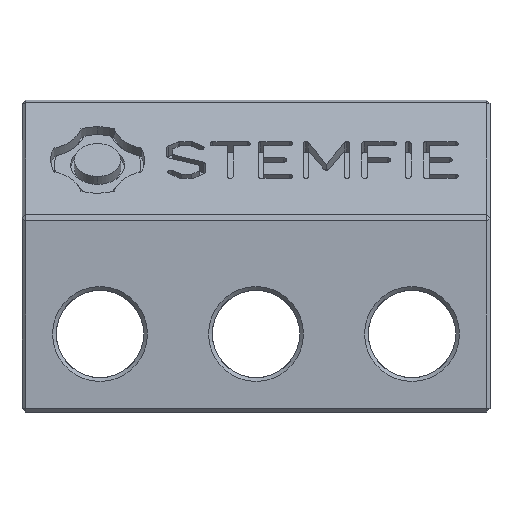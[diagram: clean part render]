
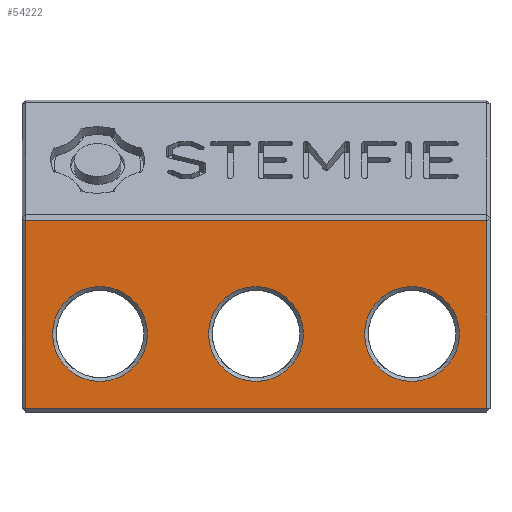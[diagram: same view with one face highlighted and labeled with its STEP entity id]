
A CAD part, front view. The second image highlights one B-rep face of the part: STEP entity #54222.
In plain terms, the highlighted planar face has unit normal (0, -1, 0).
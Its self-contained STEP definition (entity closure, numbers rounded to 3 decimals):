
#18941 = PLANE('',#18942);
#18942 = AXIS2_PLACEMENT_3D('',#18943,#18944,#18945);
#18943 = CARTESIAN_POINT('',(0.,0.106,15.581)
  );
#18944 = DIRECTION('',(0.,-0.924,0.383));
#18945 = DIRECTION('',(0.,0.383,0.924));
#22362 = PLANE('',#22363);
#22363 = AXIS2_PLACEMENT_3D('',#22364,#22365,#22366);
#22364 = CARTESIAN_POINT('',(18.6,0.15,12.5));
#22365 = DIRECTION('',(0.707,-0.707,0.));
#22366 = DIRECTION('',(0.,0.,1.));
#27942 = PLANE('',#27943);
#27943 = AXIS2_PLACEMENT_3D('',#27944,#27945,#27946);
#27944 = CARTESIAN_POINT('',(-18.6,0.15,12.5));
#27945 = DIRECTION('',(-0.707,-0.707,0.));
#27946 = DIRECTION('',(0.,0.,-1.));
#31010 = VERTEX_POINT('',#31011);
#31011 = CARTESIAN_POINT('',(18.45,0.,15.325));
#31034 = VERTEX_POINT('',#31035);
#31035 = CARTESIAN_POINT('',(-18.45,0.,15.325));
#31056 = EDGE_CURVE('',#31034,#31010,#31057,.T.);
#31057 = SURFACE_CURVE('',#31058,(#31062,#31069),.PCURVE_S1.);
#31058 = LINE('',#31059,#31060);
#31059 = CARTESIAN_POINT('',(0.,0.,15.325));
#31060 = VECTOR('',#31061,1.);
#31061 = DIRECTION('',(1.,0.,0.));
#31062 = PCURVE('',#18941,#31063);
#31063 = DEFINITIONAL_REPRESENTATION('',(#31064),#31068);
#31064 = LINE('',#31065,#31066);
#31065 = CARTESIAN_POINT('',(-0.277,0.));
#31066 = VECTOR('',#31067,1.);
#31067 = DIRECTION('',(0.,-1.));
#31068 = ( GEOMETRIC_REPRESENTATION_CONTEXT(2) 
PARAMETRIC_REPRESENTATION_CONTEXT() REPRESENTATION_CONTEXT('2D SPACE',''
  ) );
#31069 = PCURVE('',#31070,#31075);
#31070 = PLANE('',#31071);
#31071 = AXIS2_PLACEMENT_3D('',#31072,#31073,#31074);
#31072 = CARTESIAN_POINT('',(0.,0.,12.5));
#31073 = DIRECTION('',(0.,-1.,0.));
#31074 = DIRECTION('',(0.,0.,1.));
#31075 = DEFINITIONAL_REPRESENTATION('',(#31076),#31080);
#31076 = LINE('',#31077,#31078);
#31077 = CARTESIAN_POINT('',(2.825,0.));
#31078 = VECTOR('',#31079,1.);
#31079 = DIRECTION('',(0.,-1.));
#31080 = ( GEOMETRIC_REPRESENTATION_CONTEXT(2) 
PARAMETRIC_REPRESENTATION_CONTEXT() REPRESENTATION_CONTEXT('2D SPACE',''
  ) );
#36560 = VERTEX_POINT('',#36561);
#36561 = CARTESIAN_POINT('',(18.45,0.,0.3));
#36609 = EDGE_CURVE('',#31010,#36560,#36610,.T.);
#36610 = SURFACE_CURVE('',#36611,(#36615,#36622),.PCURVE_S1.);
#36611 = LINE('',#36612,#36613);
#36612 = CARTESIAN_POINT('',(18.45,0.,12.5));
#36613 = VECTOR('',#36614,1.);
#36614 = DIRECTION('',(0.,0.,-1.));
#36615 = PCURVE('',#22362,#36616);
#36616 = DEFINITIONAL_REPRESENTATION('',(#36617),#36621);
#36617 = LINE('',#36618,#36619);
#36618 = CARTESIAN_POINT('',(0.,0.212));
#36619 = VECTOR('',#36620,1.);
#36620 = DIRECTION('',(-1.,0.));
#36621 = ( GEOMETRIC_REPRESENTATION_CONTEXT(2) 
PARAMETRIC_REPRESENTATION_CONTEXT() REPRESENTATION_CONTEXT('2D SPACE',''
  ) );
#36622 = PCURVE('',#31070,#36623);
#36623 = DEFINITIONAL_REPRESENTATION('',(#36624),#36628);
#36624 = LINE('',#36625,#36626);
#36625 = CARTESIAN_POINT('',(0.,-18.45));
#36626 = VECTOR('',#36627,1.);
#36627 = DIRECTION('',(-1.,0.));
#36628 = ( GEOMETRIC_REPRESENTATION_CONTEXT(2) 
PARAMETRIC_REPRESENTATION_CONTEXT() REPRESENTATION_CONTEXT('2D SPACE',''
  ) );
#50289 = VERTEX_POINT('',#50290);
#50290 = CARTESIAN_POINT('',(-18.45,0.,0.3));
#50311 = EDGE_CURVE('',#50289,#31034,#50312,.T.);
#50312 = SURFACE_CURVE('',#50313,(#50317,#50324),.PCURVE_S1.);
#50313 = LINE('',#50314,#50315);
#50314 = CARTESIAN_POINT('',(-18.45,0.,12.5));
#50315 = VECTOR('',#50316,1.);
#50316 = DIRECTION('',(0.,0.,1.));
#50317 = PCURVE('',#27942,#50318);
#50318 = DEFINITIONAL_REPRESENTATION('',(#50319),#50323);
#50319 = LINE('',#50320,#50321);
#50320 = CARTESIAN_POINT('',(0.,0.212));
#50321 = VECTOR('',#50322,1.);
#50322 = DIRECTION('',(-1.,0.));
#50323 = ( GEOMETRIC_REPRESENTATION_CONTEXT(2) 
PARAMETRIC_REPRESENTATION_CONTEXT() REPRESENTATION_CONTEXT('2D SPACE',''
  ) );
#50324 = PCURVE('',#31070,#50325);
#50325 = DEFINITIONAL_REPRESENTATION('',(#50326),#50330);
#50326 = LINE('',#50327,#50328);
#50327 = CARTESIAN_POINT('',(0.,18.45));
#50328 = VECTOR('',#50329,1.);
#50329 = DIRECTION('',(1.,0.));
#50330 = ( GEOMETRIC_REPRESENTATION_CONTEXT(2) 
PARAMETRIC_REPRESENTATION_CONTEXT() REPRESENTATION_CONTEXT('2D SPACE',''
  ) );
#54222 = ADVANCED_FACE('',(#54223,#54254,#54285,#54316),#31070,.T.);
#54223 = FACE_BOUND('',#54224,.T.);
#54224 = EDGE_LOOP('',(#54225,#54226,#54227,#54228));
#54225 = ORIENTED_EDGE('',*,*,#36609,.F.);
#54226 = ORIENTED_EDGE('',*,*,#31056,.F.);
#54227 = ORIENTED_EDGE('',*,*,#50311,.F.);
#54228 = ORIENTED_EDGE('',*,*,#54229,.F.);
#54229 = EDGE_CURVE('',#36560,#50289,#54230,.T.);
#54230 = SURFACE_CURVE('',#54231,(#54235,#54242),.PCURVE_S1.);
#54231 = LINE('',#54232,#54233);
#54232 = CARTESIAN_POINT('',(0.,0.,0.3));
#54233 = VECTOR('',#54234,1.);
#54234 = DIRECTION('',(-1.,0.,0.));
#54235 = PCURVE('',#31070,#54236);
#54236 = DEFINITIONAL_REPRESENTATION('',(#54237),#54241);
#54237 = LINE('',#54238,#54239);
#54238 = CARTESIAN_POINT('',(-12.2,0.));
#54239 = VECTOR('',#54240,1.);
#54240 = DIRECTION('',(0.,1.));
#54241 = ( GEOMETRIC_REPRESENTATION_CONTEXT(2) 
PARAMETRIC_REPRESENTATION_CONTEXT() REPRESENTATION_CONTEXT('2D SPACE',''
  ) );
#54242 = PCURVE('',#54243,#54248);
#54243 = PLANE('',#54244);
#54244 = AXIS2_PLACEMENT_3D('',#54245,#54246,#54247);
#54245 = CARTESIAN_POINT('',(0.,0.15,0.15));
#54246 = DIRECTION('',(0.,-0.707,-0.707));
#54247 = DIRECTION('',(1.,0.,0.));
#54248 = DEFINITIONAL_REPRESENTATION('',(#54249),#54253);
#54249 = LINE('',#54250,#54251);
#54250 = CARTESIAN_POINT('',(0.,0.212));
#54251 = VECTOR('',#54252,1.);
#54252 = DIRECTION('',(-1.,0.));
#54253 = ( GEOMETRIC_REPRESENTATION_CONTEXT(2) 
PARAMETRIC_REPRESENTATION_CONTEXT() REPRESENTATION_CONTEXT('2D SPACE',''
  ) );
#54254 = FACE_BOUND('',#54255,.T.);
#54255 = EDGE_LOOP('',(#54256));
#54256 = ORIENTED_EDGE('',*,*,#54257,.F.);
#54257 = EDGE_CURVE('',#54258,#54258,#54260,.T.);
#54258 = VERTEX_POINT('',#54259);
#54259 = CARTESIAN_POINT('',(3.8,0.,6.25));
#54260 = SURFACE_CURVE('',#54261,(#54266,#54273),.PCURVE_S1.);
#54261 = CIRCLE('',#54262,3.8);
#54262 = AXIS2_PLACEMENT_3D('',#54263,#54264,#54265);
#54263 = CARTESIAN_POINT('',(0.,0.,6.25));
#54264 = DIRECTION('',(-0.,-1.,-0.));
#54265 = DIRECTION('',(-1.,0.,0.));
#54266 = PCURVE('',#31070,#54267);
#54267 = DEFINITIONAL_REPRESENTATION('',(#54268),#54272);
#54268 = CIRCLE('',#54269,3.8);
#54269 = AXIS2_PLACEMENT_2D('',#54270,#54271);
#54270 = CARTESIAN_POINT('',(-6.25,0.));
#54271 = DIRECTION('',(0.,1.));
#54272 = ( GEOMETRIC_REPRESENTATION_CONTEXT(2) 
PARAMETRIC_REPRESENTATION_CONTEXT() REPRESENTATION_CONTEXT('2D SPACE',''
  ) );
#54273 = PCURVE('',#54274,#54279);
#54274 = CONICAL_SURFACE('',#54275,3.65,0.785);
#54275 = AXIS2_PLACEMENT_3D('',#54276,#54277,#54278);
#54276 = CARTESIAN_POINT('',(0.,0.15,6.25));
#54277 = DIRECTION('',(0.,-1.,0.));
#54278 = DIRECTION('',(-1.,0.,0.));
#54279 = DEFINITIONAL_REPRESENTATION('',(#54280),#54284);
#54280 = LINE('',#54281,#54282);
#54281 = CARTESIAN_POINT('',(-6.283,0.15));
#54282 = VECTOR('',#54283,1.);
#54283 = DIRECTION('',(1.,0.));
#54284 = ( GEOMETRIC_REPRESENTATION_CONTEXT(2) 
PARAMETRIC_REPRESENTATION_CONTEXT() REPRESENTATION_CONTEXT('2D SPACE',''
  ) );
#54285 = FACE_BOUND('',#54286,.T.);
#54286 = EDGE_LOOP('',(#54287));
#54287 = ORIENTED_EDGE('',*,*,#54288,.F.);
#54288 = EDGE_CURVE('',#54289,#54289,#54291,.T.);
#54289 = VERTEX_POINT('',#54290);
#54290 = CARTESIAN_POINT('',(-8.7,0.,6.25));
#54291 = SURFACE_CURVE('',#54292,(#54297,#54304),.PCURVE_S1.);
#54292 = CIRCLE('',#54293,3.8);
#54293 = AXIS2_PLACEMENT_3D('',#54294,#54295,#54296);
#54294 = CARTESIAN_POINT('',(-12.5,0.,6.25));
#54295 = DIRECTION('',(-0.,-1.,-0.));
#54296 = DIRECTION('',(-1.,0.,0.));
#54297 = PCURVE('',#31070,#54298);
#54298 = DEFINITIONAL_REPRESENTATION('',(#54299),#54303);
#54299 = CIRCLE('',#54300,3.8);
#54300 = AXIS2_PLACEMENT_2D('',#54301,#54302);
#54301 = CARTESIAN_POINT('',(-6.25,12.5));
#54302 = DIRECTION('',(0.,1.));
#54303 = ( GEOMETRIC_REPRESENTATION_CONTEXT(2) 
PARAMETRIC_REPRESENTATION_CONTEXT() REPRESENTATION_CONTEXT('2D SPACE',''
  ) );
#54304 = PCURVE('',#54305,#54310);
#54305 = CONICAL_SURFACE('',#54306,3.65,0.785);
#54306 = AXIS2_PLACEMENT_3D('',#54307,#54308,#54309);
#54307 = CARTESIAN_POINT('',(-12.5,0.15,6.25));
#54308 = DIRECTION('',(0.,-1.,0.));
#54309 = DIRECTION('',(-1.,0.,0.));
#54310 = DEFINITIONAL_REPRESENTATION('',(#54311),#54315);
#54311 = LINE('',#54312,#54313);
#54312 = CARTESIAN_POINT('',(-6.283,0.15));
#54313 = VECTOR('',#54314,1.);
#54314 = DIRECTION('',(1.,0.));
#54315 = ( GEOMETRIC_REPRESENTATION_CONTEXT(2) 
PARAMETRIC_REPRESENTATION_CONTEXT() REPRESENTATION_CONTEXT('2D SPACE',''
  ) );
#54316 = FACE_BOUND('',#54317,.T.);
#54317 = EDGE_LOOP('',(#54318));
#54318 = ORIENTED_EDGE('',*,*,#54319,.F.);
#54319 = EDGE_CURVE('',#54320,#54320,#54322,.T.);
#54320 = VERTEX_POINT('',#54321);
#54321 = CARTESIAN_POINT('',(16.3,0.,6.25));
#54322 = SURFACE_CURVE('',#54323,(#54328,#54335),.PCURVE_S1.);
#54323 = CIRCLE('',#54324,3.8);
#54324 = AXIS2_PLACEMENT_3D('',#54325,#54326,#54327);
#54325 = CARTESIAN_POINT('',(12.5,0.,6.25));
#54326 = DIRECTION('',(-0.,-1.,-0.));
#54327 = DIRECTION('',(-1.,0.,0.));
#54328 = PCURVE('',#31070,#54329);
#54329 = DEFINITIONAL_REPRESENTATION('',(#54330),#54334);
#54330 = CIRCLE('',#54331,3.8);
#54331 = AXIS2_PLACEMENT_2D('',#54332,#54333);
#54332 = CARTESIAN_POINT('',(-6.25,-12.5));
#54333 = DIRECTION('',(0.,1.));
#54334 = ( GEOMETRIC_REPRESENTATION_CONTEXT(2) 
PARAMETRIC_REPRESENTATION_CONTEXT() REPRESENTATION_CONTEXT('2D SPACE',''
  ) );
#54335 = PCURVE('',#54336,#54341);
#54336 = CONICAL_SURFACE('',#54337,3.65,0.785);
#54337 = AXIS2_PLACEMENT_3D('',#54338,#54339,#54340);
#54338 = CARTESIAN_POINT('',(12.5,0.15,6.25));
#54339 = DIRECTION('',(0.,-1.,0.));
#54340 = DIRECTION('',(-1.,0.,0.));
#54341 = DEFINITIONAL_REPRESENTATION('',(#54342),#54346);
#54342 = LINE('',#54343,#54344);
#54343 = CARTESIAN_POINT('',(-6.283,0.15));
#54344 = VECTOR('',#54345,1.);
#54345 = DIRECTION('',(1.,0.));
#54346 = ( GEOMETRIC_REPRESENTATION_CONTEXT(2) 
PARAMETRIC_REPRESENTATION_CONTEXT() REPRESENTATION_CONTEXT('2D SPACE',''
  ) );
